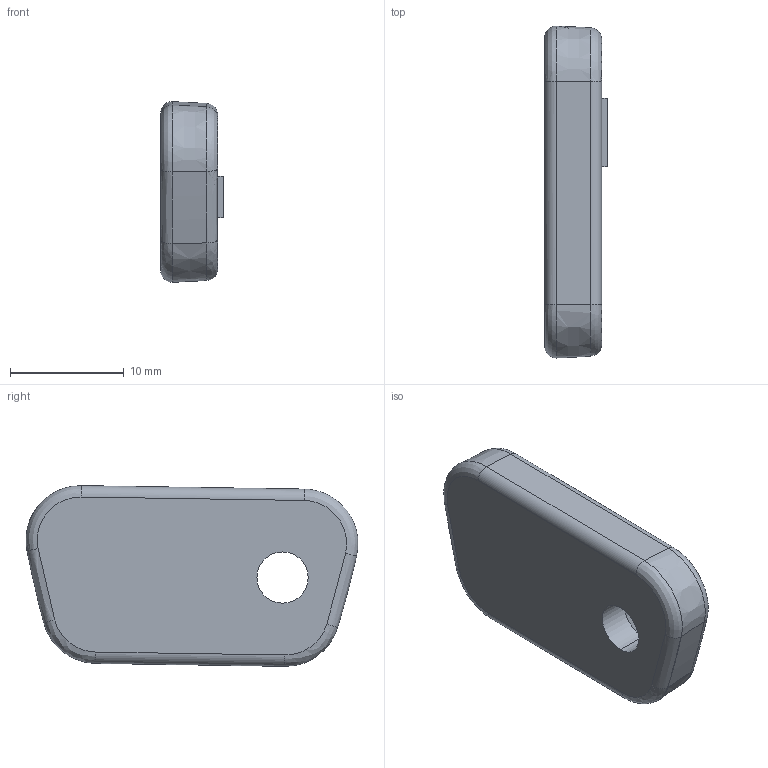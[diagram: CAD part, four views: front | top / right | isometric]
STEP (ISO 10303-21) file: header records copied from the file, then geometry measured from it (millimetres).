
FILE_DESCRIPTION (( 'STEP AP203' ), '1' );
FILE_NAME ('Spirit 1.0 Plus_Evo Clamp Anode（L).STEP', '2026-02-03T06:52:00', ( 'Windows 用户' ), ( '' ), 'SwSTEP 2.0', 'SolidWorks 2021', '' );
FILE_SCHEMA (( 'CONFIG_CONTROL_DESIGN' ));
Length unit declared in the file: millimetre
Products named in the file (1): Spirit 1.0 Plus_Evo Clamp Anode（L)
Bounding box: 5.5 x 29.15 x 15.87 mm (x, y, z)
Volume: 1883.2 mm3; surface area: 1175.6 mm2
Topology: 1 solids, 1 shells, 42 faces, 95 edges, 56 vertices
Faces by surface type: bspline 18, plane 11, cylinder 7, cone 6
Entity records: 2275 total; most frequent: CARTESIAN_POINT 1368, ORIENTED_EDGE 190, DIRECTION 149, EDGE_CURVE 95, VERTEX_POINT 56, AXIS2_PLACEMENT_3D 55, EDGE_LOOP 45, FACE_OUTER_BOUND 42
